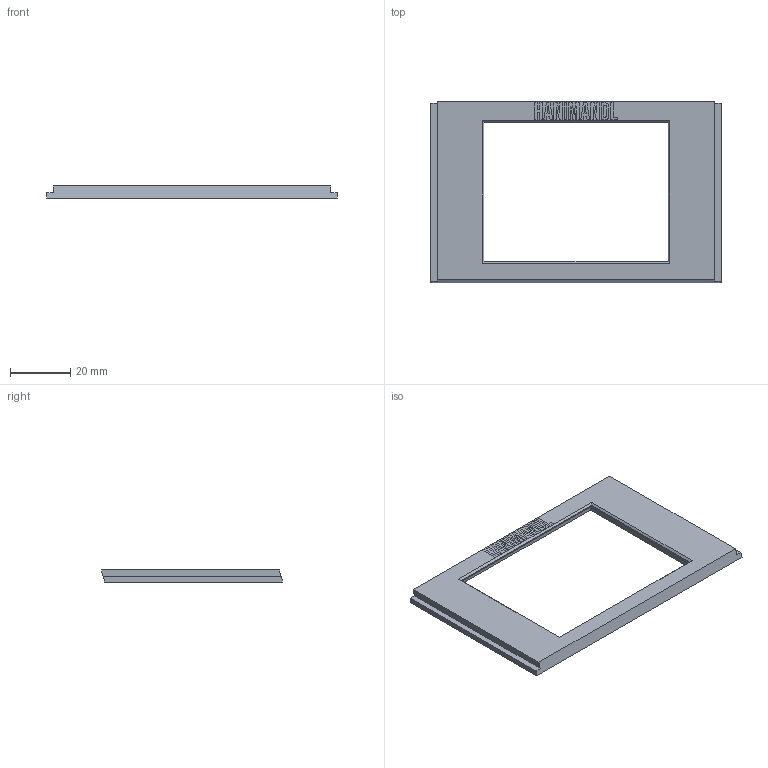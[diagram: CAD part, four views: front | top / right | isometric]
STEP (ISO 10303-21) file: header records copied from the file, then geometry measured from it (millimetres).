
FILE_DESCRIPTION(('FreeCAD Model'),'2;1');
FILE_NAME('Open CASCADE Shape Model','2024-02-07T21:27:25',(''),(''), 'Open CASCADE STEP processor 7.6','Ondsel','Unknown');
FILE_SCHEMA(('AUTOMOTIVE_DESIGN { 1 0 10303 214 1 1 1 1 }'));
Length unit declared in the file: millimetre
Products named in the file (2): Hanimandl_001; Display_TFT_001
Bounding box: 96 x 60 x 4 mm (x, y, z)
Volume: 8779.6 mm3; surface area: 8518.4 mm2
Topology: 2 solids, 2 shells, 255 faces, 698 edges, 464 vertices
Faces by surface type: plane 239, extrusion 16
Entity records: 9811 total; most frequent: CARTESIAN_POINT 1582, ORIENTED_EDGE 1396, DIRECTION 1162, EDGE_CURVE 698, VECTOR 682, LINE 666, VERTEX_POINT 464, FACE_BOUND 274
